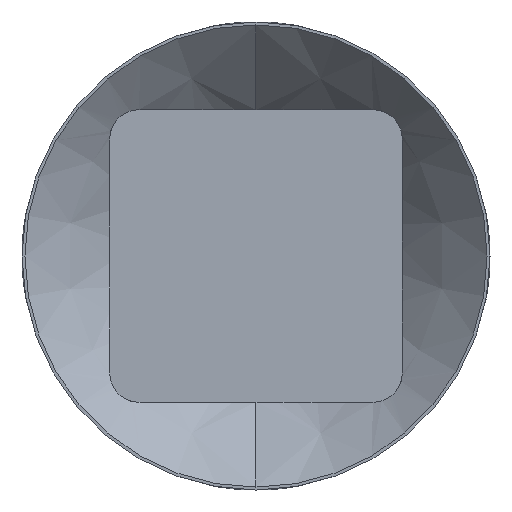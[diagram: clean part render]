
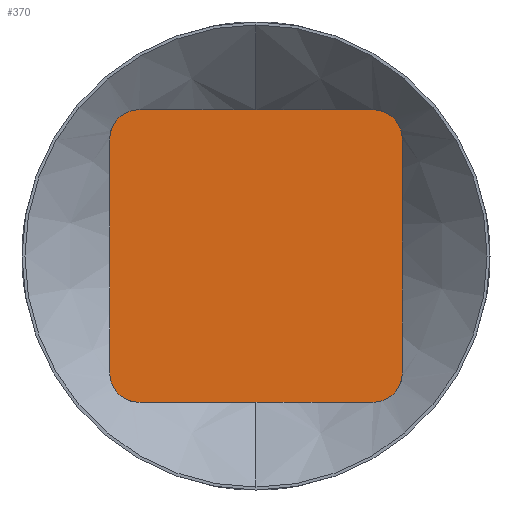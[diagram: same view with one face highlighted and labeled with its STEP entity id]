
A CAD part, left-side view. The second image highlights one B-rep face of the part: STEP entity #370.
In plain terms, the highlighted planar face has unit normal (-1, 0, 0).
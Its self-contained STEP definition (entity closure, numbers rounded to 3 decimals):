
#37 = CARTESIAN_POINT ( 'NONE',  ( 15., 4., -5. ) ) ;
#39 = CIRCLE ( 'NONE', #283, 1. ) ;
#42 = VERTEX_POINT ( 'NONE', #655 ) ;
#46 = CARTESIAN_POINT ( 'NONE',  ( 15., 5., 4. ) ) ;
#64 = CARTESIAN_POINT ( 'NONE',  ( 15., -4., -4. ) ) ;
#69 = EDGE_CURVE ( 'NONE', #775, #231, #186, .T. ) ;
#77 = VECTOR ( 'NONE', #1101, 1000. ) ;
#90 = DIRECTION ( 'NONE',  ( 1., 0., 0. ) ) ;
#119 = VERTEX_POINT ( 'NONE', #37 ) ;
#126 = AXIS2_PLACEMENT_3D ( 'NONE', #702, #90, #780 ) ;
#127 = VECTOR ( 'NONE', #396, 1000. ) ;
#135 = CARTESIAN_POINT ( 'NONE',  ( 15., -4., -4. ) ) ;
#170 = DIRECTION ( 'NONE',  ( 1., 0., 0. ) ) ;
#174 = VERTEX_POINT ( 'NONE', #404 ) ;
#186 = LINE ( 'NONE', #737, #127 ) ;
#207 = EDGE_CURVE ( 'NONE', #42, #657, #541, .T. ) ;
#217 = VECTOR ( 'NONE', #226, 1000. ) ;
#218 = VERTEX_POINT ( 'NONE', #768 ) ;
#226 = DIRECTION ( 'NONE',  ( 0., -1., 0. ) ) ;
#231 = VERTEX_POINT ( 'NONE', #46 ) ;
#235 = EDGE_CURVE ( 'NONE', #174, #218, #717, .T. ) ;
#252 = CARTESIAN_POINT ( 'NONE',  ( 15., 4., -4. ) ) ;
#277 = AXIS2_PLACEMENT_3D ( 'NONE', #959, #708, #532 ) ;
#283 = AXIS2_PLACEMENT_3D ( 'NONE', #252, #170, #957 ) ;
#293 = EDGE_LOOP ( 'NONE', ( #641, #916, #843, #1081, #430, #402, #585, #680 ) ) ;
#299 = AXIS2_PLACEMENT_3D ( 'NONE', #135, #856, #951 ) ;
#325 = LINE ( 'NONE', #385, #77 ) ;
#348 = EDGE_CURVE ( 'NONE', #119, #775, #39, .T. ) ;
#354 = CARTESIAN_POINT ( 'NONE',  ( 15., -5., 4. ) ) ;
#370 = ADVANCED_FACE ( 'NONE', ( #625 ), #448, .T. ) ;
#385 = CARTESIAN_POINT ( 'NONE',  ( 15., 4., -5. ) ) ;
#396 = DIRECTION ( 'NONE',  ( 0., 0., 1. ) ) ;
#402 = ORIENTED_EDGE ( 'NONE', *, *, #69, .F. ) ;
#404 = CARTESIAN_POINT ( 'NONE',  ( 15., -5., -4. ) ) ;
#413 = VERTEX_POINT ( 'NONE', #354 ) ;
#424 = VECTOR ( 'NONE', #798, 1000. ) ;
#429 = DIRECTION ( 'NONE',  ( -1., 0., 0. ) ) ;
#430 = ORIENTED_EDGE ( 'NONE', *, *, #931, .F. ) ;
#448 = PLANE ( 'NONE',  #1163 ) ;
#457 = LINE ( 'NONE', #627, #424 ) ;
#507 = CARTESIAN_POINT ( 'NONE',  ( 15., 4., 5. ) ) ;
#508 = CIRCLE ( 'NONE', #277, 1. ) ;
#532 = DIRECTION ( 'NONE',  ( 0., 0., -1. ) ) ;
#534 = DIRECTION ( 'NONE',  ( 0., 0., 1. ) ) ;
#541 = LINE ( 'NONE', #507, #217 ) ;
#585 = ORIENTED_EDGE ( 'NONE', *, *, #348, .F. ) ;
#588 = EDGE_CURVE ( 'NONE', #413, #174, #457, .T. ) ;
#625 = FACE_OUTER_BOUND ( 'NONE', #293, .T. ) ;
#627 = CARTESIAN_POINT ( 'NONE',  ( 15., -5., -4. ) ) ;
#638 = CARTESIAN_POINT ( 'NONE',  ( 15., -4., 5. ) ) ;
#641 = ORIENTED_EDGE ( 'NONE', *, *, #235, .F. ) ;
#650 = CARTESIAN_POINT ( 'NONE',  ( 15., 5., -4. ) ) ;
#655 = CARTESIAN_POINT ( 'NONE',  ( 15., 4., 5. ) ) ;
#657 = VERTEX_POINT ( 'NONE', #638 ) ;
#680 = ORIENTED_EDGE ( 'NONE', *, *, #1125, .F. ) ;
#702 = CARTESIAN_POINT ( 'NONE',  ( 15., -4., 4. ) ) ;
#708 = DIRECTION ( 'NONE',  ( 1., 0., 0. ) ) ;
#717 = CIRCLE ( 'NONE', #299, 1. ) ;
#737 = CARTESIAN_POINT ( 'NONE',  ( 15., 5., -4. ) ) ;
#768 = CARTESIAN_POINT ( 'NONE',  ( 15., -4., -5. ) ) ;
#775 = VERTEX_POINT ( 'NONE', #650 ) ;
#780 = DIRECTION ( 'NONE',  ( 0., 0., 1. ) ) ;
#798 = DIRECTION ( 'NONE',  ( 0., 0., -1. ) ) ;
#837 = EDGE_CURVE ( 'NONE', #657, #413, #923, .T. ) ;
#843 = ORIENTED_EDGE ( 'NONE', *, *, #837, .F. ) ;
#856 = DIRECTION ( 'NONE',  ( 1., 0., 0. ) ) ;
#916 = ORIENTED_EDGE ( 'NONE', *, *, #588, .F. ) ;
#923 = CIRCLE ( 'NONE', #126, 1. ) ;
#931 = EDGE_CURVE ( 'NONE', #231, #42, #508, .T. ) ;
#951 = DIRECTION ( 'NONE',  ( 0., 0., 1. ) ) ;
#957 = DIRECTION ( 'NONE',  ( 0., 0., 1. ) ) ;
#959 = CARTESIAN_POINT ( 'NONE',  ( 15., 4., 4. ) ) ;
#1081 = ORIENTED_EDGE ( 'NONE', *, *, #207, .F. ) ;
#1101 = DIRECTION ( 'NONE',  ( 0., 1., 0. ) ) ;
#1125 = EDGE_CURVE ( 'NONE', #218, #119, #325, .T. ) ;
#1163 = AXIS2_PLACEMENT_3D ( 'NONE', #64, #429, #534 ) ;
